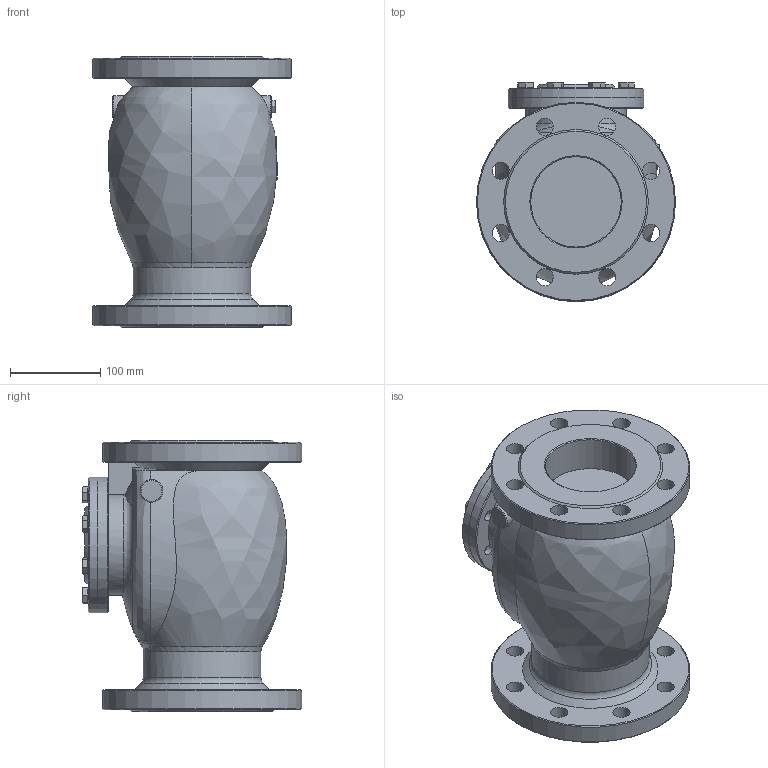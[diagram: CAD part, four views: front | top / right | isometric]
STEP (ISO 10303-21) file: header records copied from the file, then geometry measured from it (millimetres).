
FILE_DESCRIPTION(/* description */ (''),/* implementation_level */ '2;1');
FILE_NAME(/* name */ 'DN100_3D_STEP.stp',/* time_stamp */ '2024-04-01T10:53:19+03:00',/* author */ ('igorr'),/* organization */ (''),/* preprocessor_version */ 'ST-DEVELOPER v19.2',/* originating_system */ 'Autodesk Inventor 2023',/* authorisation */ '');
FILE_SCHEMA (('AUTOMOTIVE_DESIGN { 1 0 10303 214 3 1 1 }'));
Length unit declared in the file: millimetre
Products named in the file (4): Сборка; Деталь; AS 1110 - M8 x 12; AS 1110 - M10 x 16
Assembly tree (10 placements, depth 2):
  Сборка
    Деталь
    AS 1110 - M8 x 12
    AS 1110 - M10 x 16  x8
Bounding box: 220 x 242.35 x 300 mm (x, y, z)
Volume: 6147989.2 mm3; surface area: 441867.6 mm2
Topology: 10 solids, 10 shells, 411 faces, 985 edges, 612 vertices
Faces by surface type: plane 211, cone 76, cylinder 67, bspline 50, torus 5, sphere 2
Full cylindrical faces by diameter (mm): 8 x1, 10 x8, 12 x16, 13 x1, 16 x8, 19 x16, 25 x2, 100 x3, 130 x1, 150 x2, 220 x2
Entity records: 10521 total; most frequent: CARTESIAN_POINT 4522, ORIENTED_EDGE 1256, DIRECTION 1008, EDGE_CURVE 628, AXIS2_PLACEMENT_3D 409, VERTEX_POINT 402, EDGE_LOOP 318, FACE_OUTER_BOUND 243
